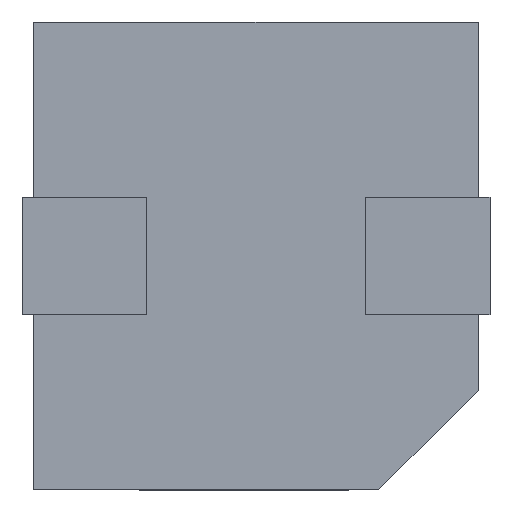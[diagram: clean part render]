
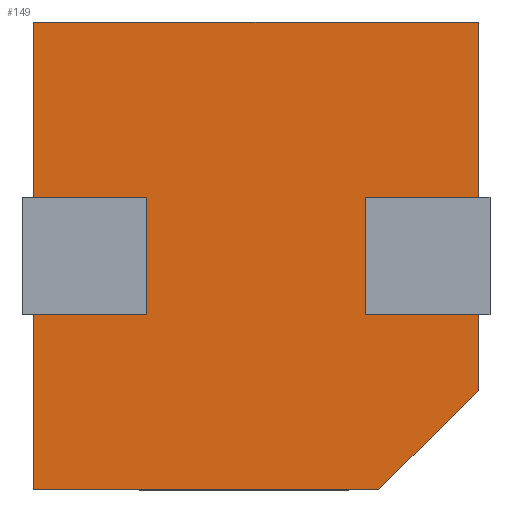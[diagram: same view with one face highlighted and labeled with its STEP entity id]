
A CAD part, front view. The second image highlights one B-rep face of the part: STEP entity #149.
In plain terms, the highlighted planar face has unit normal (0, -1, 0).
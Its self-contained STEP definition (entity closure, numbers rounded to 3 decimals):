
#53 = ORIENTED_EDGE ( 'NONE', *, *, #1608, .F. ) ;
#60 = LINE ( 'NONE', #1208, #685 ) ;
#71 = DIRECTION ( 'NONE',  ( 1., 0., 0. ) ) ;
#72 = ORIENTED_EDGE ( 'NONE', *, *, #1592, .F. ) ;
#74 = VERTEX_POINT ( 'NONE', #646 ) ;
#93 = FACE_OUTER_BOUND ( 'NONE', #1150, .T. ) ;
#101 = CARTESIAN_POINT ( 'NONE',  ( 0., 0.05, 0. ) ) ;
#129 = ORIENTED_EDGE ( 'NONE', *, *, #654, .F. ) ;
#140 = VERTEX_POINT ( 'NONE', #879 ) ;
#149 = ADVANCED_FACE ( 'NONE', ( #93 ), #1638, .T. ) ;
#269 = DIRECTION ( 'NONE',  ( -1., 0., 0. ) ) ;
#296 = ORIENTED_EDGE ( 'NONE', *, *, #1690, .F. ) ;
#318 = CARTESIAN_POINT ( 'NONE',  ( -1.52, 0.05, 1.6 ) ) ;
#328 = VECTOR ( 'NONE', #1623, 1000. ) ;
#445 = AXIS2_PLACEMENT_3D ( 'NONE', #101, #1527, #1745 ) ;
#454 = CARTESIAN_POINT ( 'NONE',  ( -1.52, 0.05, -1.6 ) ) ;
#486 = CARTESIAN_POINT ( 'NONE',  ( -1.52, 0.05, -1.6 ) ) ;
#629 = ORIENTED_EDGE ( 'NONE', *, *, #1040, .F. ) ;
#646 = CARTESIAN_POINT ( 'NONE',  ( 1.52, 0.05, -0.92 ) ) ;
#654 = EDGE_CURVE ( 'NONE', #1701, #140, #819, .T. ) ;
#660 = VERTEX_POINT ( 'NONE', #486 ) ;
#685 = VECTOR ( 'NONE', #877, 1000. ) ;
#803 = VERTEX_POINT ( 'NONE', #1759 ) ;
#819 = LINE ( 'NONE', #318, #1369 ) ;
#877 = DIRECTION ( 'NONE',  ( 0., 0., -1. ) ) ;
#879 = CARTESIAN_POINT ( 'NONE',  ( 1.52, 0.05, 1.6 ) ) ;
#970 = CARTESIAN_POINT ( 'NONE',  ( -1.52, 0.05, -1.6 ) ) ;
#1011 = CARTESIAN_POINT ( 'NONE',  ( 0.84, 0.05, -1.6 ) ) ;
#1021 = CARTESIAN_POINT ( 'NONE',  ( -1.52, 0.05, 1.6 ) ) ;
#1040 = EDGE_CURVE ( 'NONE', #660, #1701, #1490, .T. ) ;
#1071 = LINE ( 'NONE', #454, #1075 ) ;
#1075 = VECTOR ( 'NONE', #269, 1000. ) ;
#1112 = LINE ( 'NONE', #1011, #1692 ) ;
#1150 = EDGE_LOOP ( 'NONE', ( #296, #53, #72, #129, #629 ) ) ;
#1208 = CARTESIAN_POINT ( 'NONE',  ( 1.52, 0.05, -0.92 ) ) ;
#1369 = VECTOR ( 'NONE', #71, 1000. ) ;
#1490 = LINE ( 'NONE', #970, #328 ) ;
#1527 = DIRECTION ( 'NONE',  ( 0., -1., 0. ) ) ;
#1592 = EDGE_CURVE ( 'NONE', #140, #74, #60, .T. ) ;
#1608 = EDGE_CURVE ( 'NONE', #74, #803, #1112, .T. ) ;
#1623 = DIRECTION ( 'NONE',  ( 0., 0., 1. ) ) ;
#1638 = PLANE ( 'NONE',  #445 ) ;
#1673 = DIRECTION ( 'NONE',  ( -0.707, 0., -0.707 ) ) ;
#1690 = EDGE_CURVE ( 'NONE', #803, #660, #1071, .T. ) ;
#1692 = VECTOR ( 'NONE', #1673, 1000. ) ;
#1701 = VERTEX_POINT ( 'NONE', #1021 ) ;
#1745 = DIRECTION ( 'NONE',  ( 0., 0., -1. ) ) ;
#1759 = CARTESIAN_POINT ( 'NONE',  ( 0.84, 0.05, -1.6 ) ) ;
